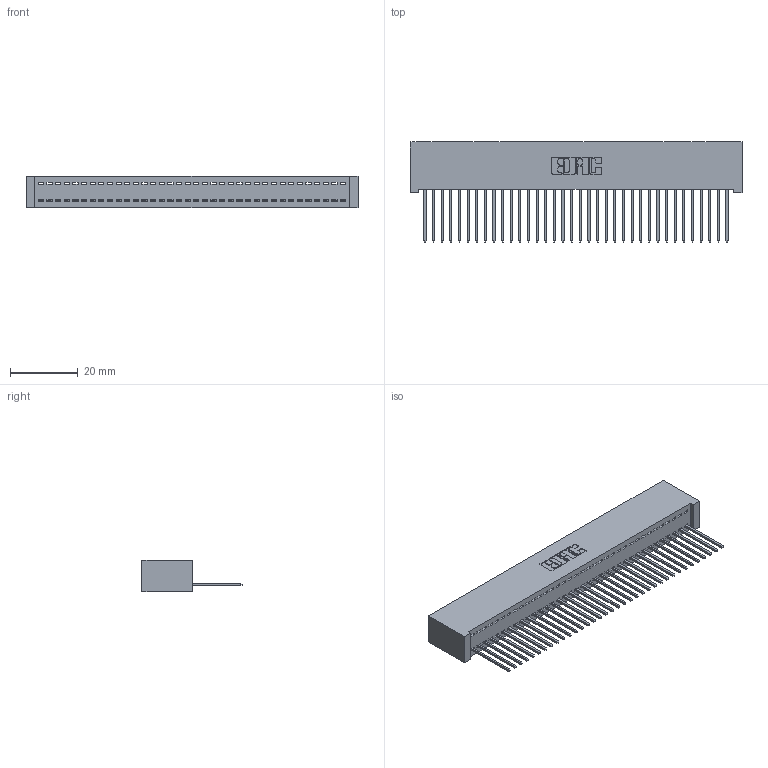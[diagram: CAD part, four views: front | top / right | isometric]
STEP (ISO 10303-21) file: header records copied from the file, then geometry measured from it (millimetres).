
FILE_DESCRIPTION (( 'STEP AP203' ), '1' );
FILE_NAME ('342-036-540-101.STEP', '2018-08-11T20:14:30', ( '' ), ( '' ), 'SwSTEP 2.0', 'SolidWorks 2016', '' );
FILE_SCHEMA (( 'CONFIG_CONTROL_DESIGN' ));
Length unit declared in the file: inch
Products named in the file (3): 342-036-540-101; 342 Part_Lugless; 345-292-001_345-293-140
Assembly tree (37 placements, depth 2):
  342-036-540-101
    342 Part_Lugless
    345-292-001_345-293-140  x36
Bounding box: 97.69 x 29.47 x 9.4 mm (x, y, z)
Volume: 9000.9 mm3; surface area: 13765.8 mm2
Topology: 37 solids, 37 shells, 2190 faces, 6611 edges, 4358 vertices
Faces by surface type: plane 1574, cylinder 616
Entity records: 22393 total; most frequent: CARTESIAN_POINT 3870, ORIENTED_EDGE 3842, DIRECTION 3269, EDGE_CURVE 1921, VECTOR 1801, LINE 1801, VERTEX_POINT 1278, AXIS2_PLACEMENT_3D 734
